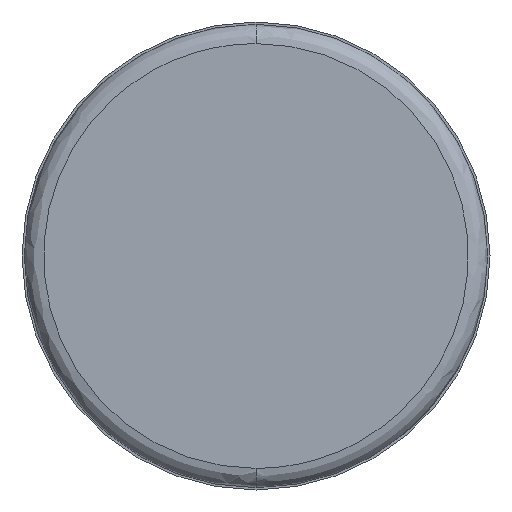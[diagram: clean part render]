
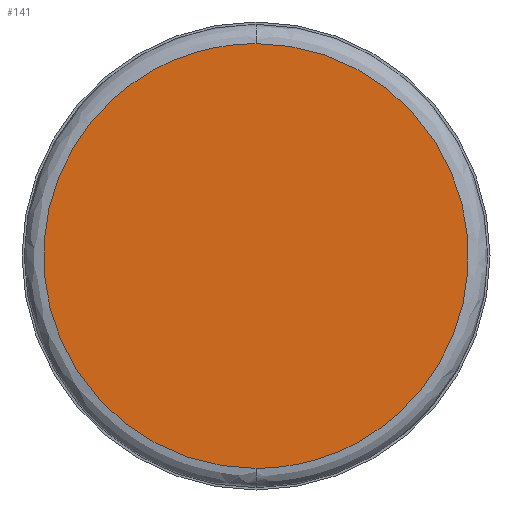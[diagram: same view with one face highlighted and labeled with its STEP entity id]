
A CAD part, front view. The second image highlights one B-rep face of the part: STEP entity #141.
In plain terms, the highlighted planar face has unit normal (0, -1, 0).
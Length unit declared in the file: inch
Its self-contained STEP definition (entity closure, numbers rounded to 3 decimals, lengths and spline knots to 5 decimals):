
#19 = CARTESIAN_POINT ( 'NONE',  ( 0.055, 0., 0.0275 ) ) ;
#28 = CARTESIAN_POINT ( 'NONE',  ( 0., 0., 0. ) ) ;
#63 = EDGE_CURVE ( 'NONE', #1392, #1472, #1132, .T. ) ;
#109 = EDGE_CURVE ( 'NONE', #1472, #1392, #1397, .T. ) ;
#141 = ADVANCED_FACE ( 'NONE', ( #1036 ), #590, .F. ) ;
#145 = CARTESIAN_POINT ( 'NONE',  ( 0.055, 0., -0.0275 ) ) ;
#152 = DIRECTION ( 'NONE',  ( 0., 0., 1. ) ) ;
#267 = EDGE_LOOP ( 'NONE', ( #707, #1449 ) ) ;
#590 = PLANE ( 'NONE',  #923 ) ;
#642 = CARTESIAN_POINT ( 'NONE',  ( 0., 0., -0.0275 ) ) ;
#696 = CARTESIAN_POINT ( 'NONE',  ( -0.055, 0., -0.0275 ) ) ;
#707 = ORIENTED_EDGE ( 'NONE', *, *, #109, .F. ) ;
#835 = DIRECTION ( 'NONE',  ( 0., 1., 0. ) ) ;
#923 = AXIS2_PLACEMENT_3D ( 'NONE', #28, #835, #152 ) ;
#942 = CARTESIAN_POINT ( 'NONE',  ( 0., 0., -0.0275 ) ) ;
#1036 = FACE_OUTER_BOUND ( 'NONE', #267, .T. ) ;
#1132 =( BOUNDED_CURVE ( )  B_SPLINE_CURVE ( 3, ( #1183, #696, #1279, #1418 ),
 .UNSPECIFIED., .F., .T. ) 
 B_SPLINE_CURVE_WITH_KNOTS ( ( 4, 4 ),
 ( 0., 1. ),
 .UNSPECIFIED. ) 
 CURVE ( )  GEOMETRIC_REPRESENTATION_ITEM ( )  RATIONAL_B_SPLINE_CURVE ( ( 1., 0.333, 0.333, 1. ) ) 
 REPRESENTATION_ITEM ( '' )  );
#1183 = CARTESIAN_POINT ( 'NONE',  ( 0., 0., -0.0275 ) ) ;
#1187 = CARTESIAN_POINT ( 'NONE',  ( 0., 0., 0.0275 ) ) ;
#1279 = CARTESIAN_POINT ( 'NONE',  ( -0.055, 0., 0.0275 ) ) ;
#1392 = VERTEX_POINT ( 'NONE', #642 ) ;
#1397 =( BOUNDED_CURVE ( )  B_SPLINE_CURVE ( 3, ( #1187, #19, #145, #942 ),
 .UNSPECIFIED., .F., .T. ) 
 B_SPLINE_CURVE_WITH_KNOTS ( ( 4, 4 ),
 ( 0., 1. ),
 .UNSPECIFIED. ) 
 CURVE ( )  GEOMETRIC_REPRESENTATION_ITEM ( )  RATIONAL_B_SPLINE_CURVE ( ( 1., 0.333, 0.333, 1. ) ) 
 REPRESENTATION_ITEM ( '' )  );
#1418 = CARTESIAN_POINT ( 'NONE',  ( 0., 0., 0.0275 ) ) ;
#1420 = CARTESIAN_POINT ( 'NONE',  ( 0., 0., 0.0275 ) ) ;
#1449 = ORIENTED_EDGE ( 'NONE', *, *, #63, .F. ) ;
#1472 = VERTEX_POINT ( 'NONE', #1420 ) ;
